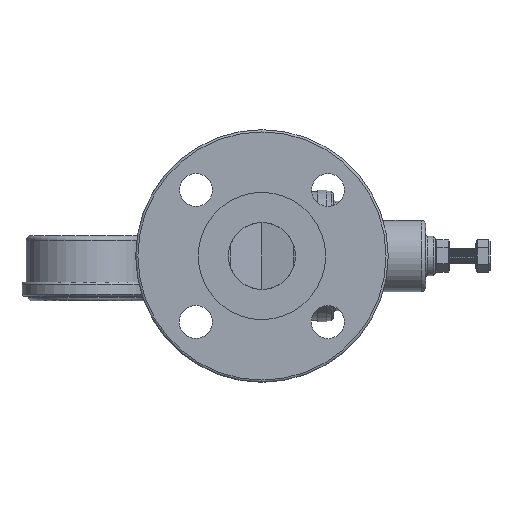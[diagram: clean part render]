
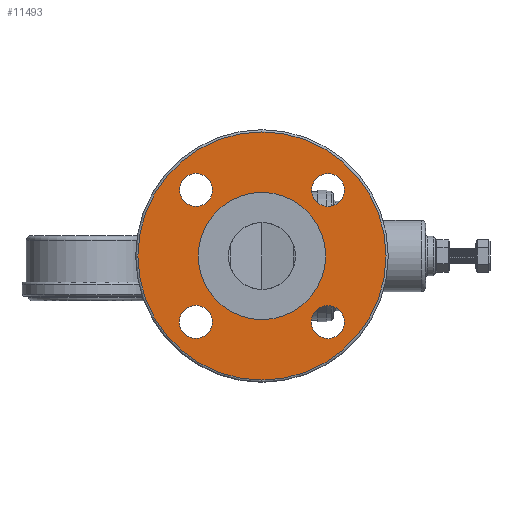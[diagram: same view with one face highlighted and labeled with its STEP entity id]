
A CAD part, left-side view. The second image highlights one B-rep face of the part: STEP entity #11493.
In plain terms, the highlighted planar face has unit normal (-1, 0, 0).
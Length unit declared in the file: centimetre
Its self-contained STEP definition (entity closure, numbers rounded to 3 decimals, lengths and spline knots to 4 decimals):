
#417=FACE_BOUND('',#2278,.T.);
#418=FACE_BOUND('',#2279,.T.);
#419=FACE_BOUND('',#2280,.T.);
#420=FACE_BOUND('',#2281,.T.);
#421=FACE_BOUND('',#2282,.T.);
#1094=PLANE('',#12221);
#1581=FACE_OUTER_BOUND('',#2277,.T.);
#2277=EDGE_LOOP('',(#9128));
#2278=EDGE_LOOP('',(#9129));
#2279=EDGE_LOOP('',(#9130));
#2280=EDGE_LOOP('',(#9131));
#2281=EDGE_LOOP('',(#9132));
#2282=EDGE_LOOP('',(#9133));
#2653=CIRCLE('',#11894,5.65);
#2656=CIRCLE('',#11899,2.9);
#2659=CIRCLE('',#11904,0.75);
#2661=CIRCLE('',#11907,0.75);
#2663=CIRCLE('',#11910,0.75);
#2665=CIRCLE('',#11913,0.75);
#4667=VERTEX_POINT('',#17137);
#4670=VERTEX_POINT('',#17145);
#4673=VERTEX_POINT('',#17153);
#4675=VERTEX_POINT('',#17158);
#4677=VERTEX_POINT('',#17163);
#4679=VERTEX_POINT('',#17168);
#5955=EDGE_CURVE('',#4667,#4667,#2653,.T.);
#5958=EDGE_CURVE('',#4670,#4670,#2656,.T.);
#5961=EDGE_CURVE('',#4673,#4673,#2659,.T.);
#5963=EDGE_CURVE('',#4675,#4675,#2661,.T.);
#5965=EDGE_CURVE('',#4677,#4677,#2663,.T.);
#5967=EDGE_CURVE('',#4679,#4679,#2665,.T.);
#9128=ORIENTED_EDGE('',*,*,#5955,.F.);
#9129=ORIENTED_EDGE('',*,*,#5965,.F.);
#9130=ORIENTED_EDGE('',*,*,#5961,.F.);
#9131=ORIENTED_EDGE('',*,*,#5958,.T.);
#9132=ORIENTED_EDGE('',*,*,#5963,.F.);
#9133=ORIENTED_EDGE('',*,*,#5967,.F.);
#11493=ADVANCED_FACE('',(#1581,#417,#418,#419,#420,#421),#1094,.T.);
#11894=AXIS2_PLACEMENT_3D('',#17138,#13091,#13092);
#11899=AXIS2_PLACEMENT_3D('',#17146,#13101,#13102);
#11904=AXIS2_PLACEMENT_3D('',#17154,#13111,#13112);
#11907=AXIS2_PLACEMENT_3D('',#17159,#13117,#13118);
#11910=AXIS2_PLACEMENT_3D('',#17164,#13123,#13124);
#11913=AXIS2_PLACEMENT_3D('',#17169,#13129,#13130);
#12221=AXIS2_PLACEMENT_3D('',#20863,#14121,#14122);
#13091=DIRECTION('center_axis',(1.,0.,0.));
#13092=DIRECTION('ref_axis',(0.,0.,-1.));
#13101=DIRECTION('center_axis',(1.,0.,0.));
#13102=DIRECTION('ref_axis',(0.,0.,-1.));
#13111=DIRECTION('center_axis',(-1.,0.,0.));
#13112=DIRECTION('ref_axis',(0.,0.,-1.));
#13117=DIRECTION('center_axis',(-1.,0.,0.));
#13118=DIRECTION('ref_axis',(0.,0.,-1.));
#13123=DIRECTION('center_axis',(-1.,0.,0.));
#13124=DIRECTION('ref_axis',(0.,0.,-1.));
#13129=DIRECTION('center_axis',(-1.,0.,0.));
#13130=DIRECTION('ref_axis',(0.,0.,-1.));
#14121=DIRECTION('center_axis',(-1.,0.,0.));
#14122=DIRECTION('ref_axis',(0.,0.,-1.));
#17137=CARTESIAN_POINT('',(-18.8652,0.7317,-6.7814));
#17138=CARTESIAN_POINT('Origin',(-18.8652,0.7317,-1.1314));
#17145=CARTESIAN_POINT('',(-18.8652,0.7317,-4.0314));
#17146=CARTESIAN_POINT('Origin',(-18.8652,0.7317,-1.1314));
#17153=CARTESIAN_POINT('',(-18.8652,3.7313,1.1294));
#17154=CARTESIAN_POINT('Origin',(-18.8652,3.7313,1.8794));
#17158=CARTESIAN_POINT('',(-18.8652,-2.2791,1.1183));
#17159=CARTESIAN_POINT('Origin',(-18.8652,-2.2791,1.8683));
#17163=CARTESIAN_POINT('',(-18.8652,-2.268,-4.8921));
#17164=CARTESIAN_POINT('Origin',(-18.8652,-2.268,-4.1421));
#17168=CARTESIAN_POINT('',(-18.8652,3.7424,-4.881));
#17169=CARTESIAN_POINT('Origin',(-18.8652,3.7424,-4.131));
#20863=CARTESIAN_POINT('Origin',(-18.8652,0.7317,-1.1314));
